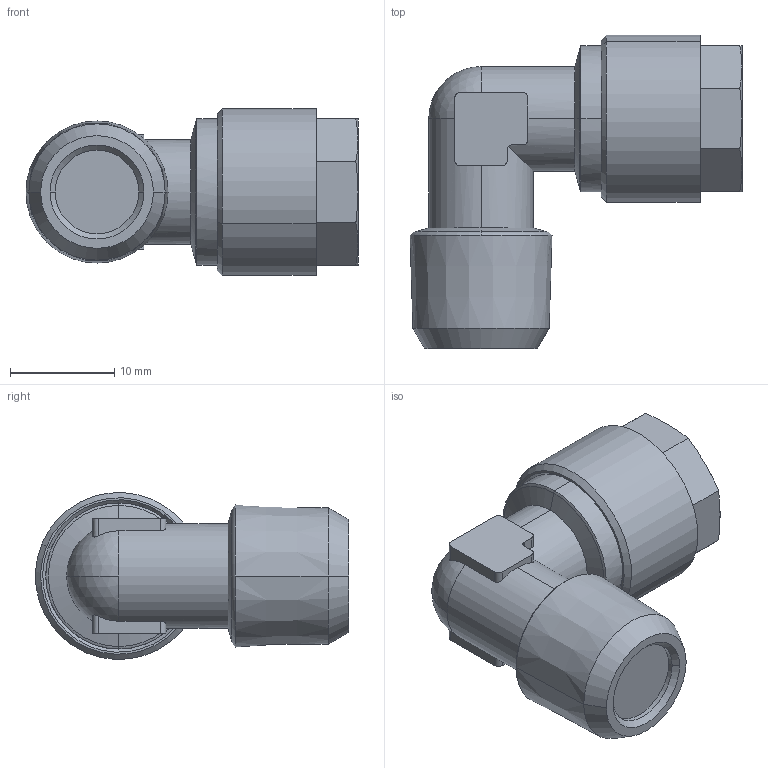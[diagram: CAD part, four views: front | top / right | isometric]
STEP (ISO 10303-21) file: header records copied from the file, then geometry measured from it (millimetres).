
FILE_DESCRIPTION (( 'STEP AP214' ), '1' );
FILE_NAME ('0110000011.step', '2012-09-28T13:23:11', ( '' ), ( '' ), 'SwSTEP 2.0', 'SolidWorks 2012', '' );
FILE_SCHEMA (( 'AUTOMOTIVE_DESIGN' ));
Length unit declared in the file: millimetre
Products named in the file (1): 0110000011
Bounding box: 31.8 x 29.99 x 15.98 mm (x, y, z)
Volume: 5852.7 mm3; surface area: 2391.1 mm2
Topology: 1 solids, 1 shells, 83 faces, 204 edges, 127 vertices
Faces by surface type: plane 28, cylinder 24, cone 23, torus 6, sphere 2
Entity records: 3451 total; most frequent: CARTESIAN_POINT 556, DIRECTION 427, ORIENTED_EDGE 408, EDGE_CURVE 204, AXIS2_PLACEMENT_3D 170, VERTEX_POINT 127, EDGE_LOOP 87, LINE 87
